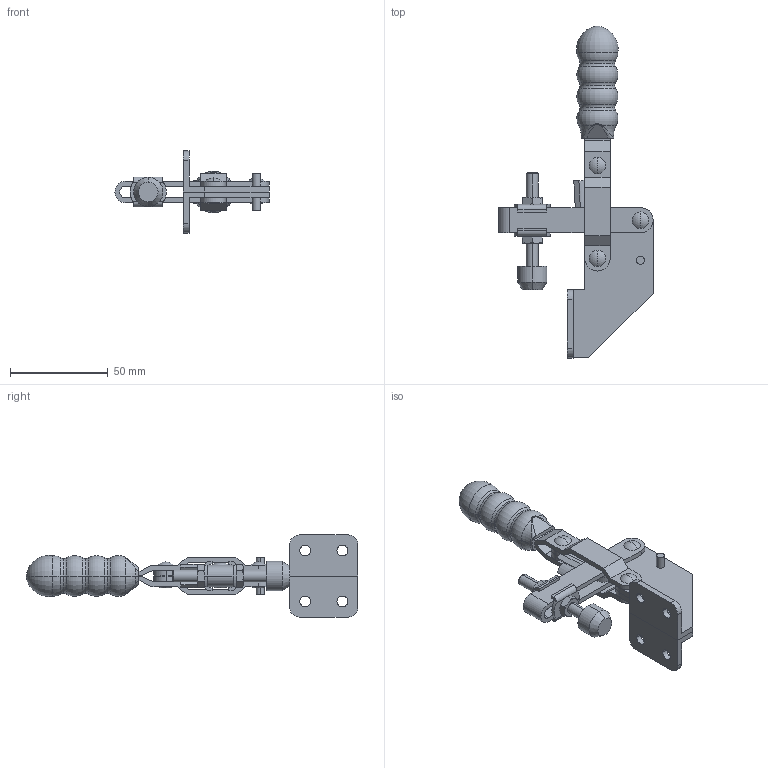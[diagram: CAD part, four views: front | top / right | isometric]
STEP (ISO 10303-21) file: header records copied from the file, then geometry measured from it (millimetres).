
FILE_DESCRIPTION (( 'STEP AP214' ), '1' );
FILE_NAME ('GH-12003-B(Â²¤Æ)-1.STEP', '2020-03-27T09:31:10', ( 'LinWei' ), ( '' ), 'SwSTEP 2.0', 'SolidWorks 2016', '' );
FILE_SCHEMA (( 'AUTOMOTIVE_DESIGN' ));
Length unit declared in the file: millimetre
Products named in the file (7): Group5^GH-12003-B(簡化)-1; Group1^GH-12003-B(簡化)-1; Group2^GH-12003-B(簡化)-1; Group4^GH-12003-B(簡化)-1; GH-12003-B(簡化)-1; Group3^GH-12003-B(簡化)-1; Group6^GH-12003-B(簡化)-1
Assembly tree (6 placements, depth 2):
  GH-12003-B(簡化)-1
    Group4^GH-12003-B(簡化)-1
    Group2^GH-12003-B(簡化)-1
    Group1^GH-12003-B(簡化)-1
    Group5^GH-12003-B(簡化)-1
    Group6^GH-12003-B(簡化)-1
    Group3^GH-12003-B(簡化)-1
Bounding box: 79 x 170 x 42 mm (x, y, z)
Volume: 49692.7 mm3; surface area: 27592.4 mm2
Topology: 7 solids, 8 shells, 332 faces, 811 edges, 508 vertices
Faces by surface type: plane 130, cylinder 116, torus 36, cone 36, sphere 8, bspline 6
Entity records: 11824 total; most frequent: CARTESIAN_POINT 2540, DIRECTION 1689, ORIENTED_EDGE 1618, EDGE_CURVE 809, AXIS2_PLACEMENT_3D 661, VERTEX_POINT 508, EDGE_LOOP 375, VECTOR 367
